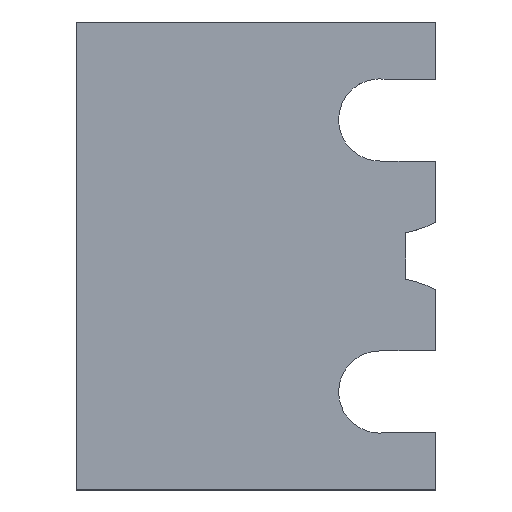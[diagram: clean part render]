
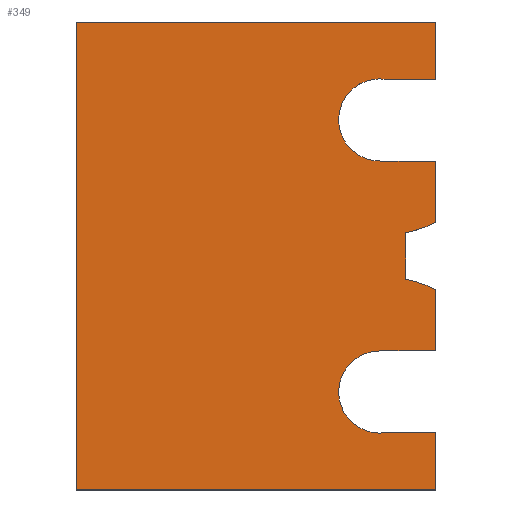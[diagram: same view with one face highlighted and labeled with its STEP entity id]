
A CAD part, top view. The second image highlights one B-rep face of the part: STEP entity #349.
In plain terms, the highlighted planar face has unit normal (0, 0, 1).
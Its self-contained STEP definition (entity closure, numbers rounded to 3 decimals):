
#27=PLANE('',#389);
#45=FACE_OUTER_BOUND('',#63,.T.);
#63=EDGE_LOOP('',(#297,#298,#299,#300,#301,#302,#303,#304,#305,#306,#307,
#308,#309,#310,#311,#312));
#68=LINE('',#499,#108);
#71=LINE('',#505,#111);
#74=LINE('',#511,#114);
#77=LINE('',#517,#117);
#80=LINE('',#523,#120);
#83=LINE('',#529,#123);
#86=LINE('',#535,#126);
#90=LINE('',#547,#130);
#93=LINE('',#553,#133);
#97=LINE('',#565,#137);
#101=LINE('',#577,#141);
#104=LINE('',#581,#144);
#108=VECTOR('',#404,10.);
#111=VECTOR('',#409,10.);
#114=VECTOR('',#414,10.);
#117=VECTOR('',#419,10.);
#120=VECTOR('',#424,10.);
#123=VECTOR('',#429,10.);
#126=VECTOR('',#434,10.);
#130=VECTOR('',#446,10.);
#133=VECTOR('',#451,10.);
#137=VECTOR('',#463,10.);
#141=VECTOR('',#475,10.);
#144=VECTOR('',#480,10.);
#146=CIRCLE('',#367,3.775);
#148=CIRCLE('',#377,3.775);
#150=CIRCLE('',#382,10.585);
#152=CIRCLE('',#386,10.585);
#155=VERTEX_POINT('',#490);
#156=VERTEX_POINT('',#492);
#158=VERTEX_POINT('',#498);
#160=VERTEX_POINT('',#504);
#162=VERTEX_POINT('',#510);
#164=VERTEX_POINT('',#516);
#166=VERTEX_POINT('',#522);
#168=VERTEX_POINT('',#528);
#170=VERTEX_POINT('',#534);
#172=VERTEX_POINT('',#540);
#174=VERTEX_POINT('',#546);
#176=VERTEX_POINT('',#552);
#178=VERTEX_POINT('',#558);
#180=VERTEX_POINT('',#564);
#182=VERTEX_POINT('',#570);
#184=VERTEX_POINT('',#576);
#187=EDGE_CURVE('',#156,#155,#146,.T.);
#190=EDGE_CURVE('',#158,#156,#68,.T.);
#193=EDGE_CURVE('',#160,#158,#71,.T.);
#196=EDGE_CURVE('',#162,#160,#74,.T.);
#199=EDGE_CURVE('',#164,#162,#77,.T.);
#202=EDGE_CURVE('',#166,#164,#80,.T.);
#205=EDGE_CURVE('',#168,#166,#83,.T.);
#208=EDGE_CURVE('',#170,#168,#86,.T.);
#211=EDGE_CURVE('',#172,#170,#148,.T.);
#214=EDGE_CURVE('',#174,#172,#90,.T.);
#217=EDGE_CURVE('',#176,#174,#93,.T.);
#220=EDGE_CURVE('',#178,#176,#150,.T.);
#223=EDGE_CURVE('',#180,#178,#97,.T.);
#226=EDGE_CURVE('',#182,#180,#152,.T.);
#229=EDGE_CURVE('',#184,#182,#101,.T.);
#232=EDGE_CURVE('',#155,#184,#104,.T.);
#297=ORIENTED_EDGE('',*,*,#232,.T.);
#298=ORIENTED_EDGE('',*,*,#229,.T.);
#299=ORIENTED_EDGE('',*,*,#226,.T.);
#300=ORIENTED_EDGE('',*,*,#223,.T.);
#301=ORIENTED_EDGE('',*,*,#220,.T.);
#302=ORIENTED_EDGE('',*,*,#217,.T.);
#303=ORIENTED_EDGE('',*,*,#214,.T.);
#304=ORIENTED_EDGE('',*,*,#211,.T.);
#305=ORIENTED_EDGE('',*,*,#208,.T.);
#306=ORIENTED_EDGE('',*,*,#205,.T.);
#307=ORIENTED_EDGE('',*,*,#202,.T.);
#308=ORIENTED_EDGE('',*,*,#199,.T.);
#309=ORIENTED_EDGE('',*,*,#196,.T.);
#310=ORIENTED_EDGE('',*,*,#193,.T.);
#311=ORIENTED_EDGE('',*,*,#190,.T.);
#312=ORIENTED_EDGE('',*,*,#187,.T.);
#349=ADVANCED_FACE('',(#45),#27,.T.);
#367=AXIS2_PLACEMENT_3D('',#493,#398,#399);
#377=AXIS2_PLACEMENT_3D('',#541,#440,#441);
#382=AXIS2_PLACEMENT_3D('',#559,#457,#458);
#386=AXIS2_PLACEMENT_3D('',#571,#469,#470);
#389=AXIS2_PLACEMENT_3D('',#582,#481,#482);
#398=DIRECTION('center_axis',(0.,0.,-1.));
#399=DIRECTION('ref_axis',(-1.,0.,0.));
#404=DIRECTION('',(-1.,0.,0.));
#409=DIRECTION('',(0.,1.,0.));
#414=DIRECTION('',(1.,0.,0.));
#419=DIRECTION('',(0.,-1.,0.));
#424=DIRECTION('',(-1.,0.,0.));
#429=DIRECTION('',(0.,1.,0.));
#434=DIRECTION('',(1.,0.,0.));
#440=DIRECTION('center_axis',(0.,0.,-1.));
#441=DIRECTION('ref_axis',(-1.,0.,0.));
#446=DIRECTION('',(-1.,0.,0.));
#451=DIRECTION('',(0.,1.,0.));
#457=DIRECTION('center_axis',(0.,0.,1.));
#458=DIRECTION('ref_axis',(0.197,-0.98,0.));
#463=DIRECTION('',(0.,1.,0.));
#469=DIRECTION('center_axis',(0.,0.,1.));
#470=DIRECTION('ref_axis',(0.175,-0.985,0.));
#475=DIRECTION('',(0.,1.,0.));
#480=DIRECTION('',(1.,0.,0.));
#481=DIRECTION('center_axis',(0.,0.,1.));
#482=DIRECTION('ref_axis',(-1.,0.,0.));
#490=CARTESIAN_POINT('',(-11.132,-70.225,154.656));
#492=CARTESIAN_POINT('',(-10.52,-77.725,154.656));
#493=CARTESIAN_POINT('Origin',(-11.132,-74.,154.656));
#498=CARTESIAN_POINT('',(-6.,-77.725,154.656));
#499=CARTESIAN_POINT('',(-5.898,-77.725,154.656));
#504=CARTESIAN_POINT('',(-6.,-83.,154.656));
#505=CARTESIAN_POINT('',(-6.,-40.,154.656));
#510=CARTESIAN_POINT('',(-39.,-83.,154.656));
#511=CARTESIAN_POINT('',(-6.,-83.,154.656));
#516=CARTESIAN_POINT('',(-39.,-40.,154.656));
#517=CARTESIAN_POINT('',(-39.,-83.,154.656));
#522=CARTESIAN_POINT('',(-6.,-40.,154.656));
#523=CARTESIAN_POINT('',(-39.,-40.,154.656));
#528=CARTESIAN_POINT('',(-6.,-45.274,154.656));
#529=CARTESIAN_POINT('',(-6.,-40.,154.656));
#534=CARTESIAN_POINT('',(-10.527,-45.274,154.656));
#535=CARTESIAN_POINT('',(-6.,-45.274,154.656));
#540=CARTESIAN_POINT('',(-11.039,-52.774,154.656));
#541=CARTESIAN_POINT('Origin',(-11.133,-49.,154.656));
#546=CARTESIAN_POINT('',(-6.,-52.774,154.656));
#547=CARTESIAN_POINT('',(-11.226,-52.774,154.656));
#552=CARTESIAN_POINT('',(-6.,-58.417,154.656));
#553=CARTESIAN_POINT('',(-6.,-40.,154.656));
#558=CARTESIAN_POINT('',(-8.75,-59.378,154.656));
#559=CARTESIAN_POINT('Origin',(-10.833,-49.,154.656));
#564=CARTESIAN_POINT('',(-8.75,-63.622,154.656));
#565=CARTESIAN_POINT('',(-8.75,-59.378,154.656));
#570=CARTESIAN_POINT('',(-6.,-64.583,154.656));
#571=CARTESIAN_POINT('Origin',(-10.833,-74.,154.656));
#576=CARTESIAN_POINT('',(-6.,-70.225,154.656));
#577=CARTESIAN_POINT('',(-6.,-40.,154.656));
#581=CARTESIAN_POINT('',(-11.132,-70.225,154.656));
#582=CARTESIAN_POINT('Origin',(-22.5,-61.5,154.656));
